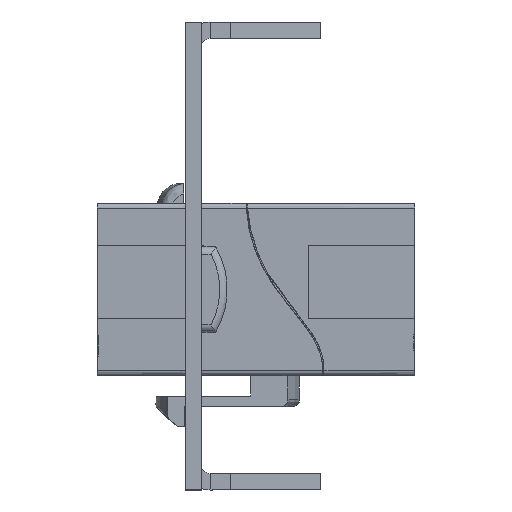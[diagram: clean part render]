
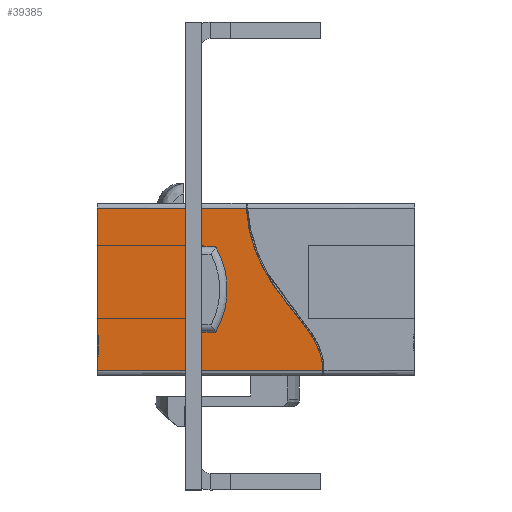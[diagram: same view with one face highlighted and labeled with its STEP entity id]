
A CAD part, left-side view. The second image highlights one B-rep face of the part: STEP entity #39385.
In plain terms, the highlighted face is planar.
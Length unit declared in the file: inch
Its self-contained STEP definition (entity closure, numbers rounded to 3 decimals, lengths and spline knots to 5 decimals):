
#243 = LINE ( 'NONE', #44553, #261 ) ;
#258 = LINE ( 'NONE', #44531, #263 ) ;
#260 = LINE ( 'NONE', #44579, #274 ) ;
#261 = VECTOR ( 'NONE', #44563, 39.37008 ) ;
#262 = LINE ( 'NONE', #44574, #267 ) ;
#263 = VECTOR ( 'NONE', #44565, 39.37008 ) ;
#264 = LINE ( 'NONE', #44572, #265 ) ;
#265 = VECTOR ( 'NONE', #44573, 39.37008 ) ;
#266 = LINE ( 'NONE', #44576, #269 ) ;
#267 = VECTOR ( 'NONE', #44575, 39.37008 ) ;
#268 = CIRCLE ( 'NONE', #23531, 0.30798 ) ;
#269 = VECTOR ( 'NONE', #44577, 39.37008 ) ;
#274 = VECTOR ( 'NONE', #44584, 39.37008 ) ;
#3567 = B_SPLINE_CURVE_WITH_KNOTS ( 'NONE', 3,
 ( #44564, #44561, #44568, #44569, #44570, #44571 ),
 .UNSPECIFIED., .F., .F.,
 ( 4, 1, 1, 4 ),
 ( 0.0286, 0.34844, 0.61542, 0.97238 ),
 .UNSPECIFIED. ) ;
#5550 = ORIENTED_EDGE ( 'NONE', *, *, #16502, .F. ) ;
#5561 = ORIENTED_EDGE ( 'NONE', *, *, #16498, .F. ) ;
#5608 = ORIENTED_EDGE ( 'NONE', *, *, #16499, .F. ) ;
#5609 = ORIENTED_EDGE ( 'NONE', *, *, #16494, .T. ) ;
#5616 = ORIENTED_EDGE ( 'NONE', *, *, #16497, .T. ) ;
#5617 = ORIENTED_EDGE ( 'NONE', *, *, #16495, .F. ) ;
#5627 = ORIENTED_EDGE ( 'NONE', *, *, #16500, .F. ) ;
#5640 = ORIENTED_EDGE ( 'NONE', *, *, #16496, .F. ) ;
#11796 = VERTEX_POINT ( 'NONE', #41653 ) ;
#11845 = VERTEX_POINT ( 'NONE', #41763 ) ;
#11848 = VERTEX_POINT ( 'NONE', #41766 ) ;
#11874 = VERTEX_POINT ( 'NONE', #41841 ) ;
#11881 = VERTEX_POINT ( 'NONE', #41860 ) ;
#11888 = VERTEX_POINT ( 'NONE', #41874 ) ;
#16494 = EDGE_CURVE ( 'NONE', #11845, #11848, #243, .T. ) ;
#16495 = EDGE_CURVE ( 'NONE', #11845, #36779, #258, .T. ) ;
#16496 = EDGE_CURVE ( 'NONE', #36868, #11848, #3567, .T. ) ;
#16497 = EDGE_CURVE ( 'NONE', #36868, #36779, #264, .T. ) ;
#16498 = EDGE_CURVE ( 'NONE', #11888, #11874, #262, .T. ) ;
#16499 = EDGE_CURVE ( 'NONE', #11796, #11888, #266, .T. ) ;
#16500 = EDGE_CURVE ( 'NONE', #11881, #11796, #268, .T. ) ;
#16502 = EDGE_CURVE ( 'NONE', #11874, #11881, #260, .T. ) ;
#18911 = EDGE_LOOP ( 'NONE', ( #5550, #5561, #5608, #5627 ) ) ;
#18988 = EDGE_LOOP ( 'NONE', ( #5640, #5616, #5617, #5609 ) ) ;
#21130 = DIRECTION ( 'NONE',  ( -1., 0., 0. ) ) ;
#21135 = CARTESIAN_POINT ( 'NONE',  ( 0.28937, 0.58661, -0.3189 ) ) ;
#21138 = PLANE ( 'NONE',  #23223 ) ;
#21141 = DIRECTION ( 'NONE',  ( 0., 0., 1. ) ) ;
#23223 = AXIS2_PLACEMENT_3D ( 'NONE', #21135, #21130, #21141 ) ;
#23531 = AXIS2_PLACEMENT_3D ( 'NONE', #44580, #44581, #44582 ) ;
#36779 = VERTEX_POINT ( 'NONE', #40178 ) ;
#36868 = VERTEX_POINT ( 'NONE', #40267 ) ;
#39385 = ADVANCED_FACE ( 'NONE', ( #43326, #43331 ), #21138, .F. ) ;
#40178 = CARTESIAN_POINT ( 'NONE',  ( 0.28937, 0.58661, -0.29921 ) ) ;
#40267 = CARTESIAN_POINT ( 'NONE',  ( 0.28937, 0.0358, -0.29921 ) ) ;
#41653 = CARTESIAN_POINT ( 'NONE',  ( 0.28937, 0.14961, -0.15748 ) ) ;
#41763 = CARTESIAN_POINT ( 'NONE',  ( 0.28937, 0.58661, 0.29921 ) ) ;
#41766 = CARTESIAN_POINT ( 'NONE',  ( 0.28937, -0.24629, 0.29921 ) ) ;
#41841 = CARTESIAN_POINT ( 'NONE',  ( 0.28937, 0.20079, 0.15748 ) ) ;
#41860 = CARTESIAN_POINT ( 'NONE',  ( 0.28937, 0.14961, 0.15748 ) ) ;
#41874 = CARTESIAN_POINT ( 'NONE',  ( 0.28937, 0.20079, -0.15748 ) ) ;
#43326 = FACE_BOUND ( 'NONE', #18911, .T. ) ;
#43331 = FACE_OUTER_BOUND ( 'NONE', #18988, .T. ) ;
#44531 = CARTESIAN_POINT ( 'NONE',  ( 0.28937, 0.58661, -0.3189 ) ) ;
#44553 = CARTESIAN_POINT ( 'NONE',  ( 0.28937, 0.58661, 0.29921 ) ) ;
#44561 = CARTESIAN_POINT ( 'NONE',  ( 0.28937, 0.03102, -0.22352 ) ) ;
#44563 = DIRECTION ( 'NONE',  ( 0., -1., 0. ) ) ;
#44564 = CARTESIAN_POINT ( 'NONE',  ( 0.28937, 0.0358, -0.29921 ) ) ;
#44565 = DIRECTION ( 'NONE',  ( 0., 0., -1. ) ) ;
#44568 = CARTESIAN_POINT ( 'NONE',  ( 0.28937, -0.00852, -0.08405 ) ) ;
#44569 = CARTESIAN_POINT ( 'NONE',  ( 0.28937, -0.14423, 0.09112 ) ) ;
#44570 = CARTESIAN_POINT ( 'NONE',  ( 0.28937, -0.24898, 0.21311 ) ) ;
#44571 = CARTESIAN_POINT ( 'NONE',  ( 0.28937, -0.24629, 0.29921 ) ) ;
#44572 = CARTESIAN_POINT ( 'NONE',  ( 0.28937, 0.58661, -0.29921 ) ) ;
#44573 = DIRECTION ( 'NONE',  ( 0., 1., 0. ) ) ;
#44574 = CARTESIAN_POINT ( 'NONE',  ( 0.28937, 0.20079, 0.15748 ) ) ;
#44575 = DIRECTION ( 'NONE',  ( 0., 0., 1. ) ) ;
#44576 = CARTESIAN_POINT ( 'NONE',  ( 0.28937, 0.20079, -0.15748 ) ) ;
#44577 = DIRECTION ( 'NONE',  ( 0., 1., 0. ) ) ;
#44579 = CARTESIAN_POINT ( 'NONE',  ( 0.28937, 0.20079, 0.15748 ) ) ;
#44580 = CARTESIAN_POINT ( 'NONE',  ( 0.28937, 0.41428, 0. ) ) ;
#44581 = DIRECTION ( 'NONE',  ( 1., 0., 0. ) ) ;
#44582 = DIRECTION ( 'NONE',  ( 0., 0., -1. ) ) ;
#44584 = DIRECTION ( 'NONE',  ( 0., -1., 0. ) ) ;
